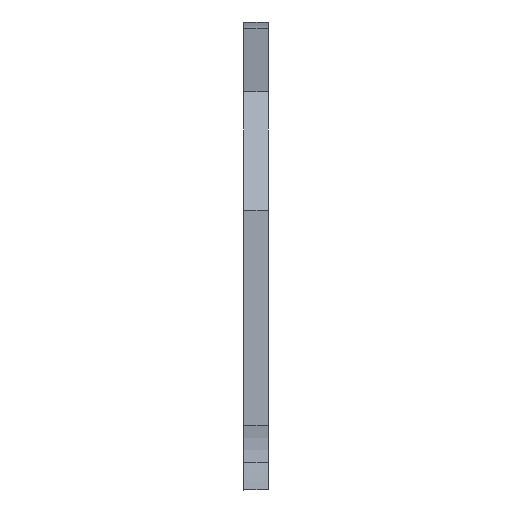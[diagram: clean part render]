
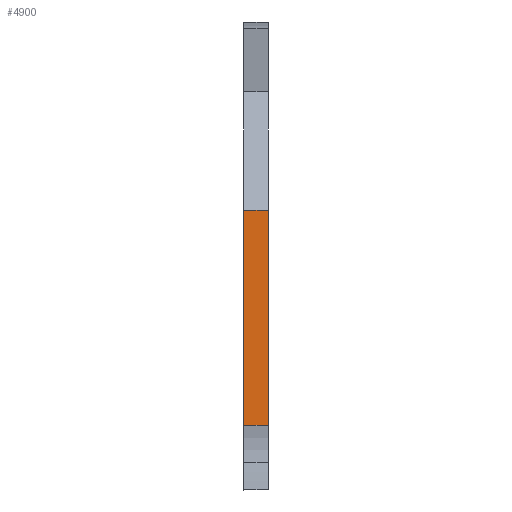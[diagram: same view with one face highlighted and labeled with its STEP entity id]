
A CAD part, front view. The second image highlights one B-rep face of the part: STEP entity #4900.
In plain terms, the highlighted planar face has unit normal (0, -1, 0).
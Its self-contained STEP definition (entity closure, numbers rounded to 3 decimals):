
#1210=CARTESIAN_POINT('',(52.2,-54.4,
5.8));
#1220=VERTEX_POINT('',#1210);
#1250=CARTESIAN_POINT('',(52.2,-54.4,
0.152));
#1260=DIRECTION('',(0.,0.,-1.));
#1270=VECTOR('',#1260,1.);
#1280=LINE('',#1250,#1270);
#1290=CARTESIAN_POINT('',(52.2,-54.4,
25.015));
#1300=VERTEX_POINT('',#1290);
#1310=EDGE_CURVE('',#1300,#1220,#1280,.T.);
#3320=CARTESIAN_POINT('',(50.,-54.4,
25.015));
#3330=VERTEX_POINT('',#3320);
#3360=CARTESIAN_POINT('',(50.,-54.4,
73.928));
#3370=DIRECTION('',(0.,0.,1.));
#3380=VECTOR('',#3370,1.);
#3390=LINE('',#3360,#3380);
#3400=CARTESIAN_POINT('',(50.,-54.4,
5.8));
#3410=VERTEX_POINT('',#3400);
#3420=EDGE_CURVE('',#3410,#3330,#3390,.T.);
#4690=CARTESIAN_POINT('',(52.2,-54.4,
7.3));
#4700=DIRECTION('',(0.,1.,0.));
#4710=DIRECTION('',(0.,0.,-1.));
#4720=AXIS2_PLACEMENT_3D('',#4690,#4700,#4710);
#4730=PLANE('',#4720);
#4740=ORIENTED_EDGE('',*,*,#1310,.F.);
#4750=CARTESIAN_POINT('',(-73.55,-54.4,
5.8));
#4760=DIRECTION('',(1.,0.,0.));
#4770=VECTOR('',#4760,1.);
#4780=LINE('',#4750,#4770);
#4790=EDGE_CURVE('',#3410,#1220,#4780,.T.);
#4800=ORIENTED_EDGE('',*,*,#4790,.T.);
#4810=ORIENTED_EDGE('',*,*,#3420,.F.);
#4820=CARTESIAN_POINT('',(-73.55,-54.4,
25.015));
#4830=DIRECTION('',(1.,0.,0.));
#4840=VECTOR('',#4830,1.);
#4850=LINE('',#4820,#4840);
#4860=EDGE_CURVE('',#3330,#1300,#4850,.T.);
#4870=ORIENTED_EDGE('',*,*,#4860,.F.);
#4880=EDGE_LOOP('',(#4870,#4810,#4800,#4740));
#4890=FACE_OUTER_BOUND('',#4880,.T.);
#4900=ADVANCED_FACE('',(#4890),#4730,.F.);
